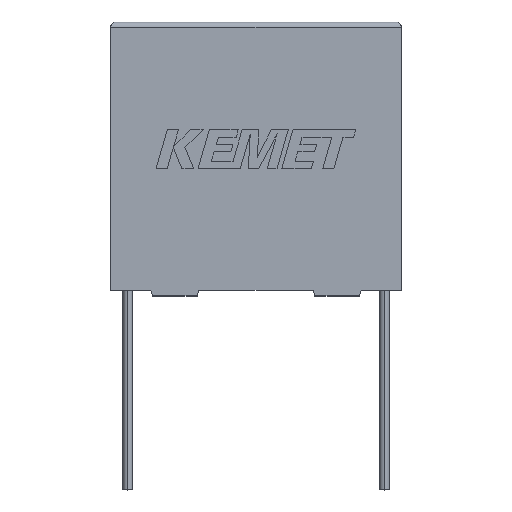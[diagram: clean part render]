
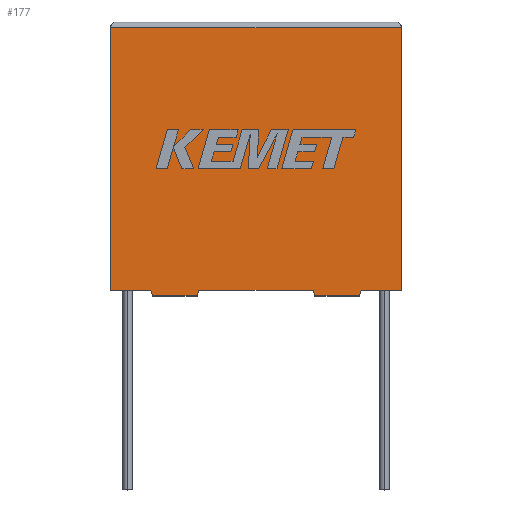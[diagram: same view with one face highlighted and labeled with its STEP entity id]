
A CAD part, top view. The second image highlights one B-rep face of the part: STEP entity #177.
In plain terms, the highlighted planar face has unit normal (0, 0, 1).
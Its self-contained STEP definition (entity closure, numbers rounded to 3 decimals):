
#80 = ORIENTED_EDGE ( 'NONE', *, *, #2286, .T. ) ;
#89 = EDGE_CURVE ( 'NONE', #2717, #541, #161, .T. ) ;
#150 = VECTOR ( 'NONE', #1158, 1000. ) ;
#161 = LINE ( 'NONE', #1365, #3219 ) ;
#167 = DIRECTION ( 'NONE',  ( -0.287, -0.958, 0. ) ) ;
#168 = CARTESIAN_POINT ( 'NONE',  ( 25.5, 23., 15. ) ) ;
#177 = ADVANCED_FACE ( 'NONE', ( #1191 ), #626, .F. ) ;
#229 = EDGE_CURVE ( 'NONE', #1679, #2355, #1351, .T. ) ;
#234 = ORIENTED_EDGE ( 'NONE', *, *, #347, .T. ) ;
#260 = EDGE_CURVE ( 'NONE', #1410, #1679, #424, .T. ) ;
#341 = VECTOR ( 'NONE', #409, 1000. ) ;
#347 = EDGE_CURVE ( 'NONE', #2140, #845, #3013, .T. ) ;
#356 = CARTESIAN_POINT ( 'NONE',  ( 0., 23., 15. ) ) ;
#367 = CARTESIAN_POINT ( 'NONE',  ( 0., 23., 15. ) ) ;
#376 = CARTESIAN_POINT ( 'NONE',  ( 0., 0., 15. ) ) ;
#394 = EDGE_CURVE ( 'NONE', #1230, #2717, #2977, .T. ) ;
#395 = LINE ( 'NONE', #1004, #3148 ) ;
#409 = DIRECTION ( 'NONE',  ( 1., 0., 0. ) ) ;
#414 = CARTESIAN_POINT ( 'NONE',  ( 21.96, 0., 15. ) ) ;
#424 = LINE ( 'NONE', #3192, #2245 ) ;
#492 = EDGE_CURVE ( 'NONE', #577, #1410, #2563, .T. ) ;
#541 = VERTEX_POINT ( 'NONE', #3017 ) ;
#577 = VERTEX_POINT ( 'NONE', #749 ) ;
#626 = PLANE ( 'NONE',  #2478 ) ;
#646 = VECTOR ( 'NONE', #167, 1000. ) ;
#715 = DIRECTION ( 'NONE',  ( -1., 0., 0. ) ) ;
#746 = VERTEX_POINT ( 'NONE', #2665 ) ;
#749 = CARTESIAN_POINT ( 'NONE',  ( 0., 0., 15. ) ) ;
#776 = DIRECTION ( 'NONE',  ( 1., 0., 0. ) ) ;
#794 = LINE ( 'NONE', #1657, #150 ) ;
#817 = ORIENTED_EDGE ( 'NONE', *, *, #89, .F. ) ;
#837 = ORIENTED_EDGE ( 'NONE', *, *, #1872, .T. ) ;
#845 = VERTEX_POINT ( 'NONE', #168 ) ;
#888 = VECTOR ( 'NONE', #715, 1000. ) ;
#898 = EDGE_CURVE ( 'NONE', #2355, #746, #1108, .T. ) ;
#947 = DIRECTION ( 'NONE',  ( 0.287, -0.958, 0. ) ) ;
#976 = VECTOR ( 'NONE', #1818, 1000. ) ;
#996 = CARTESIAN_POINT ( 'NONE',  ( 21.96, 0., 15. ) ) ;
#1004 = CARTESIAN_POINT ( 'NONE',  ( 0., 0., 15. ) ) ;
#1023 = CARTESIAN_POINT ( 'NONE',  ( 17.909, -0.5, 15. ) ) ;
#1084 = DIRECTION ( 'NONE',  ( 0., -1., 0. ) ) ;
#1089 = CARTESIAN_POINT ( 'NONE',  ( 3.69, -0.5, 15. ) ) ;
#1108 = LINE ( 'NONE', #1895, #3164 ) ;
#1158 = DIRECTION ( 'NONE',  ( 1., 0., 0. ) ) ;
#1191 = FACE_OUTER_BOUND ( 'NONE', #2249, .T. ) ;
#1230 = VERTEX_POINT ( 'NONE', #1373 ) ;
#1264 = CARTESIAN_POINT ( 'NONE',  ( 0., 0., 15. ) ) ;
#1351 = LINE ( 'NONE', #1375, #341 ) ;
#1355 = ORIENTED_EDGE ( 'NONE', *, *, #898, .T. ) ;
#1365 = CARTESIAN_POINT ( 'NONE',  ( 17.909, -0.5, 15. ) ) ;
#1373 = CARTESIAN_POINT ( 'NONE',  ( 21.81, -0.5, 15. ) ) ;
#1375 = CARTESIAN_POINT ( 'NONE',  ( 3.69, -0.5, 15. ) ) ;
#1410 = VERTEX_POINT ( 'NONE', #3209 ) ;
#1419 = VERTEX_POINT ( 'NONE', #996 ) ;
#1429 = DIRECTION ( 'NONE',  ( 0., 1., 0. ) ) ;
#1441 = CARTESIAN_POINT ( 'NONE',  ( 25.5, 0., 15. ) ) ;
#1457 = CARTESIAN_POINT ( 'NONE',  ( 21.81, -0.5, 15. ) ) ;
#1488 = VECTOR ( 'NONE', #2804, 1000. ) ;
#1645 = VECTOR ( 'NONE', #1429, 1000. ) ;
#1657 = CARTESIAN_POINT ( 'NONE',  ( 0., 0., 15. ) ) ;
#1670 = VECTOR ( 'NONE', #1084, 1000. ) ;
#1679 = VERTEX_POINT ( 'NONE', #1089 ) ;
#1761 = EDGE_CURVE ( 'NONE', #746, #541, #794, .T. ) ;
#1762 = EDGE_CURVE ( 'NONE', #1419, #1230, #1995, .T. ) ;
#1790 = CARTESIAN_POINT ( 'NONE',  ( 0., 0., 15. ) ) ;
#1808 = LINE ( 'NONE', #356, #976 ) ;
#1818 = DIRECTION ( 'NONE',  ( -1., 0., 0. ) ) ;
#1855 = DIRECTION ( 'NONE',  ( -0.287, 0.958, 0. ) ) ;
#1872 = EDGE_CURVE ( 'NONE', #2457, #577, #2360, .T. ) ;
#1895 = CARTESIAN_POINT ( 'NONE',  ( 7.591, -0.5, 15. ) ) ;
#1974 = ORIENTED_EDGE ( 'NONE', *, *, #260, .T. ) ;
#1995 = LINE ( 'NONE', #414, #646 ) ;
#2113 = DIRECTION ( 'NONE',  ( 0., 0., -1. ) ) ;
#2126 = DIRECTION ( 'NONE',  ( -1., 0., 0. ) ) ;
#2140 = VERTEX_POINT ( 'NONE', #1441 ) ;
#2147 = ORIENTED_EDGE ( 'NONE', *, *, #1762, .F. ) ;
#2192 = ORIENTED_EDGE ( 'NONE', *, *, #492, .T. ) ;
#2245 = VECTOR ( 'NONE', #947, 1000. ) ;
#2249 = EDGE_LOOP ( 'NONE', ( #234, #2462, #837, #2192, #1974, #2342, #1355, #2838, #817, #3235, #2147, #80 ) ) ;
#2286 = EDGE_CURVE ( 'NONE', #1419, #2140, #395, .T. ) ;
#2313 = DIRECTION ( 'NONE',  ( 0.287, 0.958, 0. ) ) ;
#2339 = EDGE_CURVE ( 'NONE', #845, #2457, #1808, .T. ) ;
#2342 = ORIENTED_EDGE ( 'NONE', *, *, #229, .T. ) ;
#2355 = VERTEX_POINT ( 'NONE', #2589 ) ;
#2360 = LINE ( 'NONE', #1790, #1670 ) ;
#2457 = VERTEX_POINT ( 'NONE', #367 ) ;
#2462 = ORIENTED_EDGE ( 'NONE', *, *, #2339, .T. ) ;
#2478 = AXIS2_PLACEMENT_3D ( 'NONE', #376, #2113, #2126 ) ;
#2563 = LINE ( 'NONE', #1264, #1488 ) ;
#2589 = CARTESIAN_POINT ( 'NONE',  ( 7.591, -0.5, 15. ) ) ;
#2665 = CARTESIAN_POINT ( 'NONE',  ( 7.742, 0., 15. ) ) ;
#2717 = VERTEX_POINT ( 'NONE', #1023 ) ;
#2804 = DIRECTION ( 'NONE',  ( 1., 0., 0. ) ) ;
#2838 = ORIENTED_EDGE ( 'NONE', *, *, #1761, .T. ) ;
#2977 = LINE ( 'NONE', #1457, #888 ) ;
#3013 = LINE ( 'NONE', #3179, #1645 ) ;
#3017 = CARTESIAN_POINT ( 'NONE',  ( 17.758, 0., 15. ) ) ;
#3148 = VECTOR ( 'NONE', #776, 1000. ) ;
#3164 = VECTOR ( 'NONE', #2313, 1000. ) ;
#3179 = CARTESIAN_POINT ( 'NONE',  ( 25.5, 0., 15. ) ) ;
#3192 = CARTESIAN_POINT ( 'NONE',  ( 3.54, 0., 15. ) ) ;
#3209 = CARTESIAN_POINT ( 'NONE',  ( 3.54, 0., 15. ) ) ;
#3219 = VECTOR ( 'NONE', #1855, 1000. ) ;
#3235 = ORIENTED_EDGE ( 'NONE', *, *, #394, .F. ) ;
